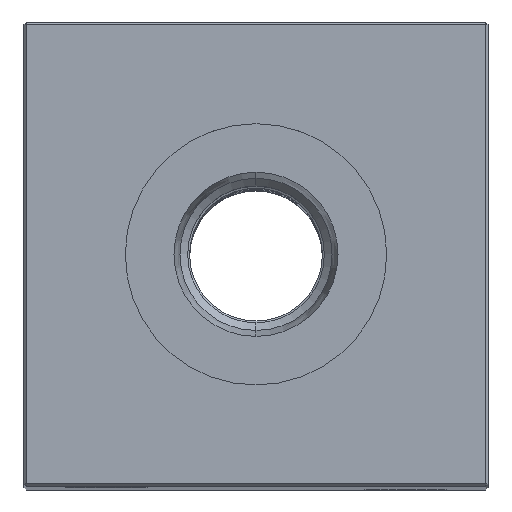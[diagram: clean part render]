
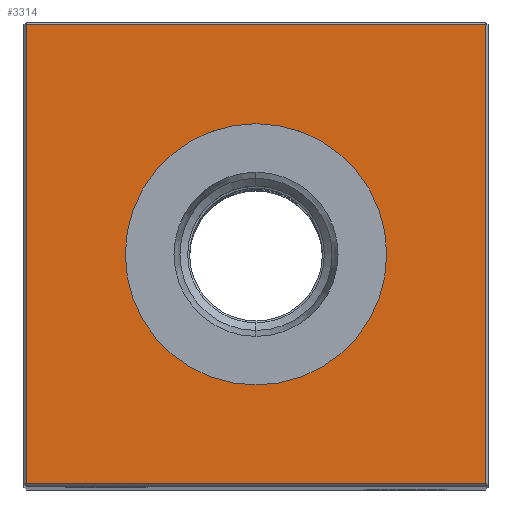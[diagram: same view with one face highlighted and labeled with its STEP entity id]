
A CAD part, top view. The second image highlights one B-rep face of the part: STEP entity #3314.
In plain terms, the highlighted planar face has unit normal (0, 0, 1).
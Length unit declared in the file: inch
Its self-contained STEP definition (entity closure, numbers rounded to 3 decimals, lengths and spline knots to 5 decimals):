
#404 = VECTOR ( 'NONE', #3009, 39.37008 ) ;
#3009 = DIRECTION ( 'NONE',  ( 1., 0., 0. ) ) ;
#3282 = CARTESIAN_POINT ( 'NONE',  ( -0.865, 0., 7.25 ) ) ;
#3314 = ADVANCED_FACE ( 'NONE', ( #13754, #10200 ), #17993, .F. ) ;
#3383 = DIRECTION ( 'NONE',  ( -1., 0., 0. ) ) ;
#3559 = LINE ( 'NONE', #7780, #25122 ) ;
#3570 = CARTESIAN_POINT ( 'NONE',  ( 0., 0.865, 7.25 ) ) ;
#4173 = VERTEX_POINT ( 'NONE', #22273 ) ;
#4505 = DIRECTION ( 'NONE',  ( 0., 0., -1. ) ) ;
#4934 = EDGE_CURVE ( 'NONE', #21136, #6488, #21996, .T. ) ;
#5650 = ORIENTED_EDGE ( 'NONE', *, *, #4934, .T. ) ;
#5678 = EDGE_CURVE ( 'NONE', #4173, #23706, #13881, .T. ) ;
#5898 = ORIENTED_EDGE ( 'NONE', *, *, #20408, .T. ) ;
#6488 = VERTEX_POINT ( 'NONE', #18723 ) ;
#6596 = EDGE_CURVE ( 'NONE', #6488, #21604, #24037, .T. ) ;
#6679 = DIRECTION ( 'NONE',  ( -1., 0., 0. ) ) ;
#7538 = EDGE_LOOP ( 'NONE', ( #17584, #5898 ) ) ;
#7625 = DIRECTION ( 'NONE',  ( 0., 0., -1. ) ) ;
#7780 = CARTESIAN_POINT ( 'NONE',  ( 0.865, 0., 7.25 ) ) ;
#8317 = CARTESIAN_POINT ( 'NONE',  ( 0., 0., 7.25 ) ) ;
#9494 = VECTOR ( 'NONE', #11071, 39.37008 ) ;
#10017 = CARTESIAN_POINT ( 'NONE',  ( 0., -0.49213, 7.25 ) ) ;
#10200 = FACE_BOUND ( 'NONE', #7538, .T. ) ;
#10596 = CARTESIAN_POINT ( 'NONE',  ( 0.865, -0.865, 7.25 ) ) ;
#11071 = DIRECTION ( 'NONE',  ( 0., -1., 0. ) ) ;
#11890 = DIRECTION ( 'NONE',  ( -1., 0., 0. ) ) ;
#12246 = ORIENTED_EDGE ( 'NONE', *, *, #6596, .T. ) ;
#13365 = CARTESIAN_POINT ( 'NONE',  ( -0.865, 0.865, 7.25 ) ) ;
#13754 = FACE_OUTER_BOUND ( 'NONE', #15011, .T. ) ;
#13881 = CIRCLE ( 'NONE', #17803, 0.49213 ) ;
#14016 = VECTOR ( 'NONE', #11890, 39.37008 ) ;
#14052 = EDGE_CURVE ( 'NONE', #21604, #16501, #3559, .T. ) ;
#14198 = LINE ( 'NONE', #3570, #14016 ) ;
#15011 = EDGE_LOOP ( 'NONE', ( #5650, #12246, #24515, #15650 ) ) ;
#15650 = ORIENTED_EDGE ( 'NONE', *, *, #19382, .T. ) ;
#15815 = CARTESIAN_POINT ( 'NONE',  ( 0., 0., 7.25 ) ) ;
#15955 = CARTESIAN_POINT ( 'NONE',  ( 0., 0., 7.25 ) ) ;
#16116 = DIRECTION ( 'NONE',  ( 0., 1., 0. ) ) ;
#16501 = VERTEX_POINT ( 'NONE', #20974 ) ;
#17584 = ORIENTED_EDGE ( 'NONE', *, *, #5678, .T. ) ;
#17803 = AXIS2_PLACEMENT_3D ( 'NONE', #8317, #4505, #6679 ) ;
#17941 = AXIS2_PLACEMENT_3D ( 'NONE', #15815, #18527, #3383 ) ;
#17993 = PLANE ( 'NONE',  #17941 ) ;
#18527 = DIRECTION ( 'NONE',  ( 0., 0., -1. ) ) ;
#18723 = CARTESIAN_POINT ( 'NONE',  ( -0.865, -0.865, 7.25 ) ) ;
#19382 = EDGE_CURVE ( 'NONE', #16501, #21136, #14198, .T. ) ;
#20104 = CIRCLE ( 'NONE', #24447, 0.49213 ) ;
#20408 = EDGE_CURVE ( 'NONE', #23706, #4173, #20104, .T. ) ;
#20974 = CARTESIAN_POINT ( 'NONE',  ( 0.865, 0.865, 7.25 ) ) ;
#21136 = VERTEX_POINT ( 'NONE', #13365 ) ;
#21604 = VERTEX_POINT ( 'NONE', #10596 ) ;
#21996 = LINE ( 'NONE', #3282, #9494 ) ;
#22273 = CARTESIAN_POINT ( 'NONE',  ( 0., 0.49213, 7.25 ) ) ;
#23706 = VERTEX_POINT ( 'NONE', #10017 ) ;
#24037 = LINE ( 'NONE', #26071, #404 ) ;
#24447 = AXIS2_PLACEMENT_3D ( 'NONE', #15955, #7625, #26589 ) ;
#24515 = ORIENTED_EDGE ( 'NONE', *, *, #14052, .T. ) ;
#25122 = VECTOR ( 'NONE', #16116, 39.37008 ) ;
#26071 = CARTESIAN_POINT ( 'NONE',  ( 0., -0.865, 7.25 ) ) ;
#26589 = DIRECTION ( 'NONE',  ( -1., 0., 0. ) ) ;
